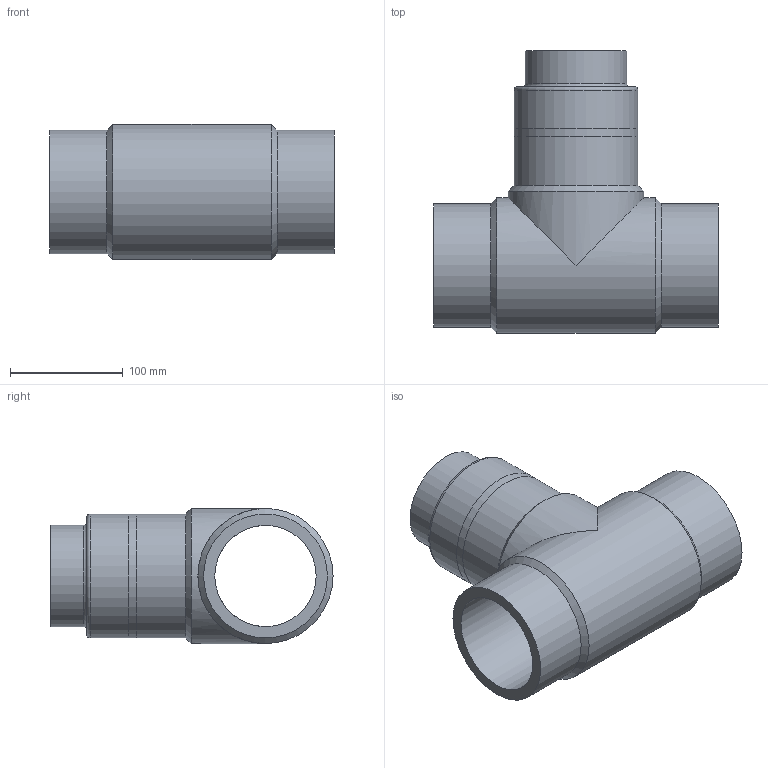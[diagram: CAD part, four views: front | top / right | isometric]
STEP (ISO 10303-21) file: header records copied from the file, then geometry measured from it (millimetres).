
FILE_DESCRIPTION (( 'STEP AP203' ), '1' );
FILE_NAME ('581248422.STEP', '2017-08-01T18:58:19', ( '' ), ( '' ), 'SwSTEP 2.0', 'SolidWorks 2017', '' );
FILE_SCHEMA (( 'CONFIG_CONTROL_DESIGN' ));
Length unit declared in the file: inch
Products named in the file (1): 581248422
Bounding box: 253 x 250.5 x 120 mm (x, y, z)
Volume: 1481721.7 mm3; surface area: 260165.8 mm2
Topology: 2 solids, 2 shells, 25 faces, 54 edges, 33 vertices
Faces by surface type: cylinder 11, plane 6, cone 4, torus 4
Full cylindrical faces by diameter (mm): 73.508 x1, 89.916 x1, 89.967 x1, 90 x2, 109.982 x1, 110 x3, 120 x2
Entity records: 619 total; most frequent: DIRECTION 100, CARTESIAN_POINT 94, ORIENTED_EDGE 56, EDGE_LOOP 52, AXIS2_PLACEMENT_3D 50, FACE_OUTER_BOUND 40, VERTEX_POINT 28, EDGE_CURVE 28
